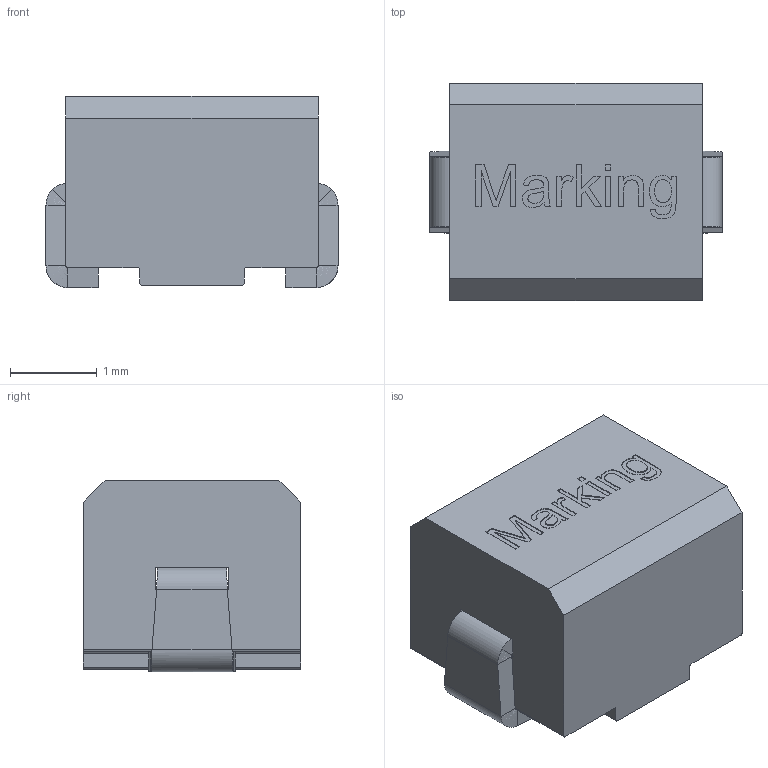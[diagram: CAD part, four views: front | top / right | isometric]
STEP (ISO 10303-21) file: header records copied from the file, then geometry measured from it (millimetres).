
FILE_DESCRIPTION(/* description */ ('Unknown'),/* implementation_level */ '2;1');
FILE_NAME(/* name */ 'L_Wurth_WE-GFH_3225',/* time_stamp */ '2022-03-07T18:01:35+08:00',/* author */ ('Unknown'),/* organization */ ('Unknown'),/* preprocessor_version */ 'ST-DEVELOPER v16.7',/* originating_system */ 'Solid Edge',/* authorisation */ 'Unknown');
FILE_SCHEMA (('AUTOMOTIVE_DESIGN {1 0 10303 214 3 1 1}'));
Length unit declared in the file: millimetre
Products named in the file (2): L_Wurth_WE-GFH_3225
Assembly tree (1 placements, depth 2):
  L_Wurth_WE-GFH_3225
    L_Wurth_WE-GFH_3225
Bounding box: 3.36 x 2.5 x 2.2 mm (x, y, z)
Volume: 15.3 mm3; surface area: 42 mm2
Topology: 1 solids, 1 shells, 131 faces, 343 edges, 222 vertices
Faces by surface type: plane 92, bspline 21, cylinder 18
Full cylindrical faces by diameter (mm): 0.8 x1
Entity records: 5497 total; most frequent: CARTESIAN_POINT 1446, ORIENTED_EDGE 682, DIRECTION 546, EDGE_CURVE 341, LINE 266, VECTOR 266, VERTEX_POINT 222, EDGE_LOOP 145
